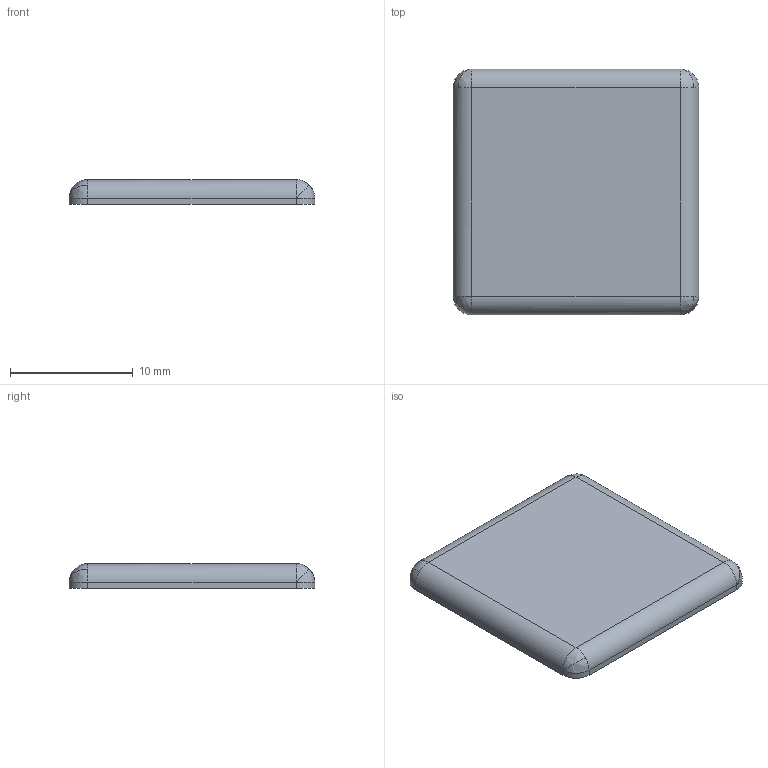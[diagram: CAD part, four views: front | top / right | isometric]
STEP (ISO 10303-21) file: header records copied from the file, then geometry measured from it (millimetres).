
FILE_DESCRIPTION (( 'STEP AP214' ), '1' );
FILE_NAME ('38DEFAU1130726342530.step', '2006-11-30T12:26:35', ( 'SysAdmin' ), ( 'SolidWorks' ), 'SwSTEP 2.0', 'SolidWorks 2007', '' );
FILE_SCHEMA (( 'AUTOMOTIVE_DESIGN' ));
Length unit declared in the file: millimetre
Products named in the file (1): 38DEFAU1130726342530
Bounding box: 20 x 20 x 2 mm (x, y, z)
Volume: 759.8 mm3; surface area: 900.1 mm2
Topology: 1 solids, 1 shells, 22 faces, 52 edges, 24 vertices
Faces by surface type: bspline 8, cylinder 8, plane 6
Entity records: 675 total; most frequent: CARTESIAN_POINT 211, DIRECTION 98, ORIENTED_EDGE 88, EDGE_CURVE 44, AXIS2_PLACEMENT_3D 39, CIRCLE 24, VERTEX_POINT 24, ADVANCED_FACE 22
